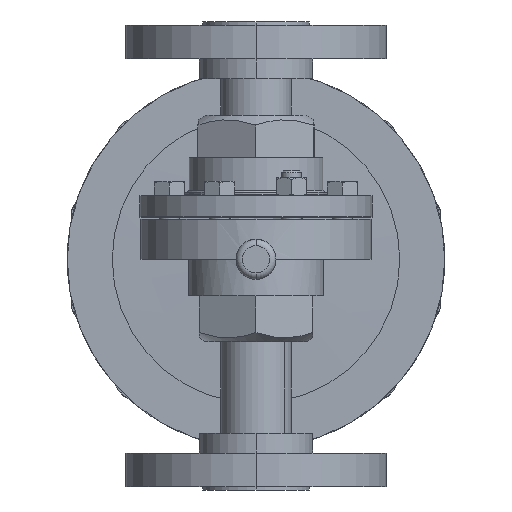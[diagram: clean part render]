
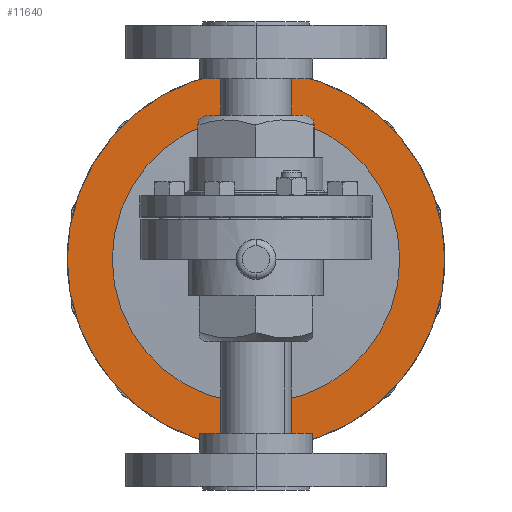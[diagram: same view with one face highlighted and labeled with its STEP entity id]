
A CAD part, front view. The second image highlights one B-rep face of the part: STEP entity #11640.
In plain terms, the highlighted planar face has unit normal (0, -1, 0).
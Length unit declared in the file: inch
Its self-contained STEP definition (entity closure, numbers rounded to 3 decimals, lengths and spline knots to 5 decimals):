
#534 = DIRECTION ( 'NONE',  ( 0., 0., -1. ) ) ;
#544 = CIRCLE ( 'NONE', #1321, 2.6875 ) ;
#1321 = AXIS2_PLACEMENT_3D ( 'NONE', #22144, #18052, #26576 ) ;
#1801 = ORIENTED_EDGE ( 'NONE', *, *, #2701, .T. ) ;
#2701 = EDGE_CURVE ( 'NONE', #9453, #8804, #11062, .T. ) ;
#2777 = FACE_BOUND ( 'NONE', #7888, .T. ) ;
#3193 = CIRCLE ( 'NONE', #7836, 3.53 ) ;
#3204 = ORIENTED_EDGE ( 'NONE', *, *, #9622, .T. ) ;
#3330 = EDGE_CURVE ( 'NONE', #19274, #7950, #11636, .T. ) ;
#4749 = CARTESIAN_POINT ( 'NONE',  ( 0., 2.656, 0. ) ) ;
#6682 = CARTESIAN_POINT ( 'NONE',  ( 0., 2.656, 0. ) ) ;
#6764 = AXIS2_PLACEMENT_3D ( 'NONE', #7932, #25504, #21142 ) ;
#7836 = AXIS2_PLACEMENT_3D ( 'NONE', #6682, #13081, #19487 ) ;
#7888 = EDGE_LOOP ( 'NONE', ( #23201, #13614 ) ) ;
#7932 = CARTESIAN_POINT ( 'NONE',  ( 0., 2.656, -3.6025 ) ) ;
#7950 = VERTEX_POINT ( 'NONE', #24035 ) ;
#8092 = EDGE_CURVE ( 'NONE', #7950, #19274, #544, .T. ) ;
#8557 = DIRECTION ( 'NONE',  ( 0., 0., -1. ) ) ;
#8804 = VERTEX_POINT ( 'NONE', #25647 ) ;
#9453 = VERTEX_POINT ( 'NONE', #10448 ) ;
#9622 = EDGE_CURVE ( 'NONE', #8804, #9453, #3193, .T. ) ;
#10376 = EDGE_LOOP ( 'NONE', ( #1801, #3204 ) ) ;
#10388 = PLANE ( 'NONE',  #6764 ) ;
#10448 = CARTESIAN_POINT ( 'NONE',  ( 0., 2.656, -3.53 ) ) ;
#10631 = CARTESIAN_POINT ( 'NONE',  ( 0., 2.656, 0. ) ) ;
#11062 = CIRCLE ( 'NONE', #23261, 3.53 ) ;
#11636 = CIRCLE ( 'NONE', #26211, 2.6875 ) ;
#11640 = ADVANCED_FACE ( 'NONE', ( #2777, #26385 ), #10388, .T. ) ;
#13081 = DIRECTION ( 'NONE',  ( 0., -1., 0. ) ) ;
#13614 = ORIENTED_EDGE ( 'NONE', *, *, #3330, .F. ) ;
#18052 = DIRECTION ( 'NONE',  ( 0., -1., 0. ) ) ;
#19274 = VERTEX_POINT ( 'NONE', #22101 ) ;
#19283 = DIRECTION ( 'NONE',  ( 0., -1., 0. ) ) ;
#19487 = DIRECTION ( 'NONE',  ( 0., 0., -1. ) ) ;
#19811 = DIRECTION ( 'NONE',  ( 0., -1., 0. ) ) ;
#21142 = DIRECTION ( 'NONE',  ( 0., 0., -1. ) ) ;
#22101 = CARTESIAN_POINT ( 'NONE',  ( 0., 2.656, 2.6875 ) ) ;
#22144 = CARTESIAN_POINT ( 'NONE',  ( 0., 2.656, 0. ) ) ;
#23201 = ORIENTED_EDGE ( 'NONE', *, *, #8092, .F. ) ;
#23261 = AXIS2_PLACEMENT_3D ( 'NONE', #4749, #19811, #534 ) ;
#24035 = CARTESIAN_POINT ( 'NONE',  ( 0., 2.656, -2.6875 ) ) ;
#25504 = DIRECTION ( 'NONE',  ( 0., -1., 0. ) ) ;
#25647 = CARTESIAN_POINT ( 'NONE',  ( 0., 2.656, 3.53 ) ) ;
#26211 = AXIS2_PLACEMENT_3D ( 'NONE', #10631, #19283, #8557 ) ;
#26385 = FACE_OUTER_BOUND ( 'NONE', #10376, .T. ) ;
#26576 = DIRECTION ( 'NONE',  ( 0., 0., -1. ) ) ;
